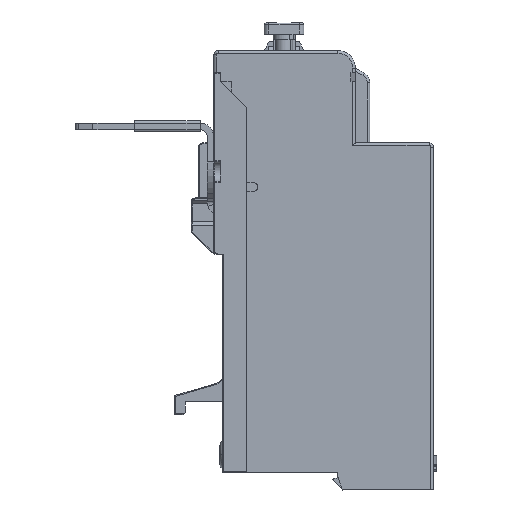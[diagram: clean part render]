
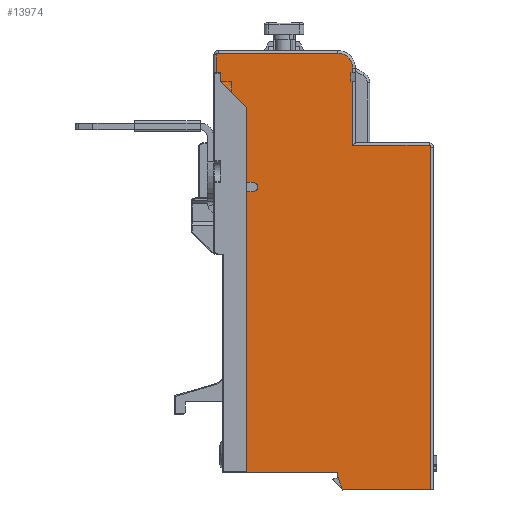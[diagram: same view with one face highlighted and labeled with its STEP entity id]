
A CAD part, left-side view. The second image highlights one B-rep face of the part: STEP entity #13974.
In plain terms, the highlighted planar face has unit normal (1, 0, 0).
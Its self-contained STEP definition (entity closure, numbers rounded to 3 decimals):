
#2209=DIRECTION('',(0.,1.,0.));
#2210=VECTOR('',#2209,0.9);
#2211=CARTESIAN_POINT('',(-50.04,37.115,145.));
#2212=LINE('',#2211,#2210);
#2226=CARTESIAN_POINT('',(-50.04,10.415,146.));
#2227=DIRECTION('',(-1.,0.,0.));
#2228=DIRECTION('',(0.,-1.,0.));
#2229=AXIS2_PLACEMENT_3D('',#2226,#2227,#2228);
#2231=CARTESIAN_POINT('',(-50.04,37.615,149.));
#2232=DIRECTION('',(-1.,0.,0.));
#2233=DIRECTION('',(0.,0.,1.));
#2234=AXIS2_PLACEMENT_3D('',#2231,#2232,#2233);
#2236=DIRECTION('',(0.,0.,-1.));
#2237=VECTOR('',#2236,2.);
#2238=CARTESIAN_POINT('',(-50.04,37.115,145.));
#2239=LINE('',#2238,#2237);
#2240=DIRECTION('',(0.,-0.707,-0.707));
#2241=VECTOR('',#2240,8.485);
#2242=CARTESIAN_POINT('',(-50.04,37.115,143.));
#2243=LINE('',#2242,#2241);
#2244=DIRECTION('',(0.,0.,-1.));
#2245=VECTOR('',#2244,17.);
#2246=CARTESIAN_POINT('',(-50.04,31.115,137.));
#2247=LINE('',#2246,#2245);
#2248=CARTESIAN_POINT('',(-50.04,29.663,118.953));
#2249=DIRECTION('',(1.,0.,0.));
#2250=DIRECTION('',(0.,0.,1.));
#2251=AXIS2_PLACEMENT_3D('',#2248,#2249,#2250);
#2253=DIRECTION('',(0.,0.,-1.));
#2254=VECTOR('',#2253,63.905);
#2255=CARTESIAN_POINT('',(-50.04,31.115,117.905));
#2256=LINE('',#2255,#2254);
#2257=DIRECTION('',(0.,-1.,0.));
#2258=VECTOR('',#2257,20.7);
#2259=CARTESIAN_POINT('',(-50.04,31.115,54.));
#2260=LINE('',#2259,#2258);
#2261=DIRECTION('',(0.,0.,-1.));
#2262=VECTOR('',#2261,1.);
#2263=CARTESIAN_POINT('',(-50.04,10.415,54.));
#2264=LINE('',#2263,#2262);
#2265=DIRECTION('',(0.,-0.336,-0.942));
#2266=VECTOR('',#2265,2.973);
#2267=CARTESIAN_POINT('',(-50.04,10.415,53.));
#2268=LINE('',#2267,#2266);
#2269=DIRECTION('',(0.,-1.,0.));
#2270=VECTOR('',#2269,11.7);
#2271=CARTESIAN_POINT('',(-50.04,9.415,50.2));
#2272=LINE('',#2271,#2270);
#2273=DIRECTION('',(0.,0.,-1.));
#2274=VECTOR('',#2273,0.2);
#2275=CARTESIAN_POINT('',(-50.04,-2.285,
50.2));
#2276=LINE('',#2275,#2274);
#2277=CARTESIAN_POINT('',(-50.04,-10.385,128.));
#2278=DIRECTION('',(-1.,0.,0.));
#2279=DIRECTION('',(0.,-1.,0.));
#2280=AXIS2_PLACEMENT_3D('',#2277,#2278,#2279);
#2286=DIRECTION('',(0.,-1.,0.));
#2287=VECTOR('',#2286,0.4);
#2288=CARTESIAN_POINT('',(-50.04,7.415,143.));
#2289=LINE('',#2288,#2287);
#2605=DIRECTION('',(0.,-1.,0.));
#2606=VECTOR('',#2605,17.4);
#2607=CARTESIAN_POINT('',(-50.04,7.015,128.4));
#2608=LINE('',#2607,#2606);
#2613=DIRECTION('',(0.,0.,-1.));
#2614=VECTOR('',#2613,14.6);
#2615=CARTESIAN_POINT('',(-50.04,7.015,143.));
#2616=LINE('',#2615,#2614);
#2636=DIRECTION('',(0.,0.,-1.));
#2637=VECTOR('',#2636,78.);
#2638=CARTESIAN_POINT('',(-50.04,-10.785,
128.));
#2639=LINE('',#2638,#2637);
#2657=DIRECTION('',(0.,1.,0.));
#2658=VECTOR('',#2657,8.5);
#2659=CARTESIAN_POINT('',(-50.04,-10.785,50.));
#2660=LINE('',#2659,#2658);
#5102=DIRECTION('',(0.,0.,-1.));
#5103=VECTOR('',#5102,2.);
#5104=CARTESIAN_POINT('',(-50.04,7.415,145.));
#5105=LINE('',#5104,#5103);
#5119=DIRECTION('',(0.,1.,0.));
#5120=VECTOR('',#5119,0.4);
#5121=CARTESIAN_POINT('',(-50.04,7.015,145.));
#5122=LINE('',#5121,#5120);
#5162=DIRECTION('',(0.,0.,1.));
#5163=VECTOR('',#5162,4.);
#5164=CARTESIAN_POINT('',(-50.04,38.015,145.));
#5165=LINE('',#5164,#5163);
#5170=DIRECTION('',(0.,-1.,0.));
#5171=VECTOR('',#5170,27.2);
#5172=CARTESIAN_POINT('',(-50.04,37.615,149.4));
#5173=LINE('',#5172,#5171);
#5197=DIRECTION('',(0.,0.,-1.));
#5198=VECTOR('',#5197,1.);
#5199=CARTESIAN_POINT('',(-50.04,7.015,146.));
#5200=LINE('',#5199,#5198);
#5205=DIRECTION('',(0.,1.,0.));
#5206=VECTOR('',#5205,1.453);
#5207=CARTESIAN_POINT('',(-50.04,29.663,120.));
#5208=LINE('',#5207,#5206);
#5222=DIRECTION('',(0.,-1.,0.));
#5223=VECTOR('',#5222,1.452);
#5224=CARTESIAN_POINT('',(-50.04,31.115,117.905));
#5225=LINE('',#5224,#5223);
#10475=CARTESIAN_POINT('',(-50.04,31.115,
54.));
#10476=VERTEX_POINT('',#10475);
#10477=CARTESIAN_POINT('',(-50.04,31.115,
117.905));
#10478=VERTEX_POINT('',#10477);
#10483=CARTESIAN_POINT('',(-50.04,31.115,
120.));
#10484=VERTEX_POINT('',#10483);
#10485=CARTESIAN_POINT('',(-50.04,31.115,
137.));
#10486=VERTEX_POINT('',#10485);
#10515=CARTESIAN_POINT('',(-50.04,37.115,
145.));
#10516=VERTEX_POINT('',#10515);
#10517=CARTESIAN_POINT('',(-50.04,38.015,
145.));
#10518=VERTEX_POINT('',#10517);
#10519=CARTESIAN_POINT('',(-50.04,37.115,
143.));
#10520=VERTEX_POINT('',#10519);
#10521=CARTESIAN_POINT('',(-50.04,7.415,
143.));
#10522=CARTESIAN_POINT('',(-50.04,7.015,
143.));
#10523=VERTEX_POINT('',#10521);
#10524=VERTEX_POINT('',#10522);
#10525=CARTESIAN_POINT('',(-50.04,7.415,
145.));
#10526=VERTEX_POINT('',#10525);
#10527=CARTESIAN_POINT('',(-50.04,7.015,
145.));
#10528=VERTEX_POINT('',#10527);
#10529=CARTESIAN_POINT('',(-50.04,7.015,
146.));
#10530=VERTEX_POINT('',#10529);
#10531=CARTESIAN_POINT('',(-50.04,10.415,
149.4));
#10532=VERTEX_POINT('',#10531);
#10533=CARTESIAN_POINT('',(-50.04,37.615,149.4));
#10534=VERTEX_POINT('',#10533);
#10535=CARTESIAN_POINT('',(-50.04,38.015,
149.));
#10536=VERTEX_POINT('',#10535);
#10537=CARTESIAN_POINT('',(-50.04,29.663,
120.));
#10538=VERTEX_POINT('',#10537);
#10539=CARTESIAN_POINT('',(-50.04,29.663,117.905));
#10540=VERTEX_POINT('',#10539);
#10541=CARTESIAN_POINT('',(-50.04,10.415,
54.));
#10542=VERTEX_POINT('',#10541);
#10543=CARTESIAN_POINT('',(-50.04,10.415,
53.));
#10544=VERTEX_POINT('',#10543);
#10545=CARTESIAN_POINT('',(-50.04,9.415,
50.2));
#10546=VERTEX_POINT('',#10545);
#10547=CARTESIAN_POINT('',(-50.04,-2.285,
50.2));
#10548=VERTEX_POINT('',#10547);
#10549=CARTESIAN_POINT('',(-50.04,-2.285,50.));
#10550=VERTEX_POINT('',#10549);
#10551=CARTESIAN_POINT('',(-50.04,-10.785,50.));
#10552=VERTEX_POINT('',#10551);
#10553=CARTESIAN_POINT('',(-50.04,-10.785,
128.));
#10554=VERTEX_POINT('',#10553);
#10555=CARTESIAN_POINT('',(-50.04,-10.385,128.4));
#10556=VERTEX_POINT('',#10555);
#10557=CARTESIAN_POINT('',(-50.04,7.015,
128.4));
#10558=VERTEX_POINT('',#10557);
#13919=CARTESIAN_POINT('',(-50.04,13.615,99.7));
#13920=DIRECTION('',(1.,0.,0.));
#13921=DIRECTION('',(0.,0.,1.));
#13922=AXIS2_PLACEMENT_3D('',#13919,#13920,#13921);
#13923=PLANE('',#13922);
#13925=ORIENTED_EDGE('',*,*,#13924,.F.);
#13927=ORIENTED_EDGE('',*,*,#13926,.F.);
#13929=ORIENTED_EDGE('',*,*,#13928,.F.);
#13931=ORIENTED_EDGE('',*,*,#13930,.F.);
#13933=ORIENTED_EDGE('',*,*,#13932,.T.);
#13935=ORIENTED_EDGE('',*,*,#13934,.F.);
#13937=ORIENTED_EDGE('',*,*,#13936,.T.);
#13939=ORIENTED_EDGE('',*,*,#13938,.F.);
#13940=ORIENTED_EDGE('',*,*,#13896,.F.);
#13941=ORIENTED_EDGE('',*,*,#13910,.T.);
#13943=ORIENTED_EDGE('',*,*,#13942,.T.);
#13944=ORIENTED_EDGE('',*,*,#13828,.T.);
#13946=ORIENTED_EDGE('',*,*,#13945,.F.);
#13948=ORIENTED_EDGE('',*,*,#13947,.T.);
#13950=ORIENTED_EDGE('',*,*,#13949,.F.);
#13951=ORIENTED_EDGE('',*,*,#13820,.T.);
#13953=ORIENTED_EDGE('',*,*,#13952,.T.);
#13955=ORIENTED_EDGE('',*,*,#13954,.T.);
#13957=ORIENTED_EDGE('',*,*,#13956,.T.);
#13959=ORIENTED_EDGE('',*,*,#13958,.T.);
#13961=ORIENTED_EDGE('',*,*,#13960,.T.);
#13963=ORIENTED_EDGE('',*,*,#13962,.F.);
#13965=ORIENTED_EDGE('',*,*,#13964,.F.);
#13967=ORIENTED_EDGE('',*,*,#13966,.T.);
#13969=ORIENTED_EDGE('',*,*,#13968,.F.);
#13971=ORIENTED_EDGE('',*,*,#13970,.F.);
#13972=EDGE_LOOP('',(#13925,#13927,#13929,#13931,#13933,#13935,#13937,#13939,
#13940,#13941,#13943,#13944,#13946,#13948,#13950,#13951,#13953,#13955,#13957,
#13959,#13961,#13963,#13965,#13967,#13969,#13971));
#13973=FACE_OUTER_BOUND('',#13972,.F.);
#2230=CIRCLE('',#2229,3.4);
#2235=CIRCLE('',#2234,0.4);
#2252=CIRCLE('',#2251,1.048);
#2281=CIRCLE('',#2280,0.4);
#13820=EDGE_CURVE('',#10478,#10476,#2256,.T.);
#13828=EDGE_CURVE('',#10486,#10484,#2247,.T.);
#13896=EDGE_CURVE('',#10516,#10518,#2212,.T.);
#13910=EDGE_CURVE('',#10516,#10520,#2239,.T.);
#13924=EDGE_CURVE('',#10523,#10524,#2289,.T.);
#13926=EDGE_CURVE('',#10526,#10523,#5105,.T.);
#13928=EDGE_CURVE('',#10528,#10526,#5122,.T.);
#13930=EDGE_CURVE('',#10530,#10528,#5200,.T.);
#13932=EDGE_CURVE('',#10530,#10532,#2230,.T.);
#13934=EDGE_CURVE('',#10534,#10532,#5173,.T.);
#13936=EDGE_CURVE('',#10534,#10536,#2235,.T.);
#13938=EDGE_CURVE('',#10518,#10536,#5165,.T.);
#13942=EDGE_CURVE('',#10520,#10486,#2243,.T.);
#13945=EDGE_CURVE('',#10538,#10484,#5208,.T.);
#13947=EDGE_CURVE('',#10538,#10540,#2252,.T.);
#13949=EDGE_CURVE('',#10478,#10540,#5225,.T.);
#13952=EDGE_CURVE('',#10476,#10542,#2260,.T.);
#13954=EDGE_CURVE('',#10542,#10544,#2264,.T.);
#13956=EDGE_CURVE('',#10544,#10546,#2268,.T.);
#13958=EDGE_CURVE('',#10546,#10548,#2272,.T.);
#13960=EDGE_CURVE('',#10548,#10550,#2276,.T.);
#13962=EDGE_CURVE('',#10552,#10550,#2660,.T.);
#13964=EDGE_CURVE('',#10554,#10552,#2639,.T.);
#13966=EDGE_CURVE('',#10554,#10556,#2281,.T.);
#13968=EDGE_CURVE('',#10558,#10556,#2608,.T.);
#13970=EDGE_CURVE('',#10524,#10558,#2616,.T.);
#13974=ADVANCED_FACE('',(#13973),#13923,.T.);
